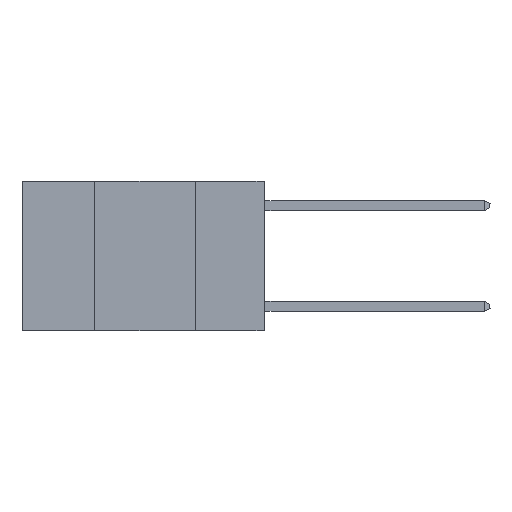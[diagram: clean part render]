
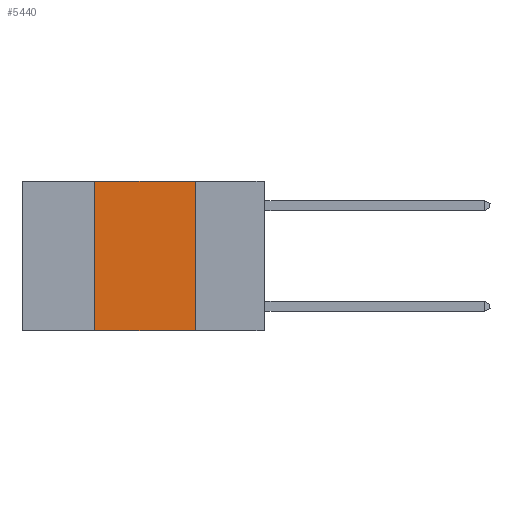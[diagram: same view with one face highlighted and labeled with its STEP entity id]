
A CAD part, left-side view. The second image highlights one B-rep face of the part: STEP entity #5440.
In plain terms, the highlighted planar face has unit normal (-1, 0, 0).
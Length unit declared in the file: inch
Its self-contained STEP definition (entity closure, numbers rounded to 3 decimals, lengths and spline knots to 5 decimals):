
#1018 = EDGE_CURVE ( 'NONE', #15891, #8299, #10300, .T. ) ;
#2482 = DIRECTION ( 'NONE',  ( 0., -1., 0. ) ) ;
#3541 = ORIENTED_EDGE ( 'NONE', *, *, #21013, .F. ) ;
#4114 = EDGE_LOOP ( 'NONE', ( #3541, #25946, #23000, #4146 ) ) ;
#4146 = ORIENTED_EDGE ( 'NONE', *, *, #22424, .T. ) ;
#4445 = DIRECTION ( 'NONE',  ( 1., 0., 0. ) ) ;
#4564 = DIRECTION ( 'NONE',  ( 0., 0., -1. ) ) ;
#5440 = ADVANCED_FACE ( 'NONE', ( #22594 ), #16505, .F. ) ;
#6532 = CARTESIAN_POINT ( 'NONE',  ( 0., 0.17, 0. ) ) ;
#6831 = DIRECTION ( 'NONE',  ( 0., -1., 0. ) ) ;
#8299 = VERTEX_POINT ( 'NONE', #20681 ) ;
#10017 = CARTESIAN_POINT ( 'NONE',  ( 0., 0.42, -0.37 ) ) ;
#10300 = LINE ( 'NONE', #18390, #16487 ) ;
#10634 = VERTEX_POINT ( 'NONE', #18773 ) ;
#10960 = LINE ( 'NONE', #20779, #25305 ) ;
#13806 = AXIS2_PLACEMENT_3D ( 'NONE', #19016, #4445, #4564 ) ;
#14551 = DIRECTION ( 'NONE',  ( 0., 0., 1. ) ) ;
#15891 = VERTEX_POINT ( 'NONE', #10017 ) ;
#16487 = VECTOR ( 'NONE', #14551, 39.37008 ) ;
#16505 = PLANE ( 'NONE',  #13806 ) ;
#16593 = LINE ( 'NONE', #6532, #22391 ) ;
#17021 = EDGE_CURVE ( 'NONE', #8299, #10634, #10960, .T. ) ;
#18390 = CARTESIAN_POINT ( 'NONE',  ( 0., 0.42, 0. ) ) ;
#18773 = CARTESIAN_POINT ( 'NONE',  ( 0., 0.17, 0. ) ) ;
#19016 = CARTESIAN_POINT ( 'NONE',  ( 0., 0.6, 0. ) ) ;
#20681 = CARTESIAN_POINT ( 'NONE',  ( 0., 0.42, 0. ) ) ;
#20779 = CARTESIAN_POINT ( 'NONE',  ( 0., 0.6, 0. ) ) ;
#20877 = CARTESIAN_POINT ( 'NONE',  ( 0., 0.6, -0.37 ) ) ;
#21013 = EDGE_CURVE ( 'NONE', #10634, #21359, #16593, .T. ) ;
#21359 = VERTEX_POINT ( 'NONE', #22668 ) ;
#22391 = VECTOR ( 'NONE', #24690, 39.37008 ) ;
#22424 = EDGE_CURVE ( 'NONE', #15891, #21359, #22852, .T. ) ;
#22594 = FACE_OUTER_BOUND ( 'NONE', #4114, .T. ) ;
#22668 = CARTESIAN_POINT ( 'NONE',  ( 0., 0.17, -0.37 ) ) ;
#22852 = LINE ( 'NONE', #20877, #25008 ) ;
#23000 = ORIENTED_EDGE ( 'NONE', *, *, #1018, .F. ) ;
#24690 = DIRECTION ( 'NONE',  ( 0., 0., -1. ) ) ;
#25008 = VECTOR ( 'NONE', #6831, 39.37008 ) ;
#25305 = VECTOR ( 'NONE', #2482, 39.37008 ) ;
#25946 = ORIENTED_EDGE ( 'NONE', *, *, #17021, .F. ) ;
